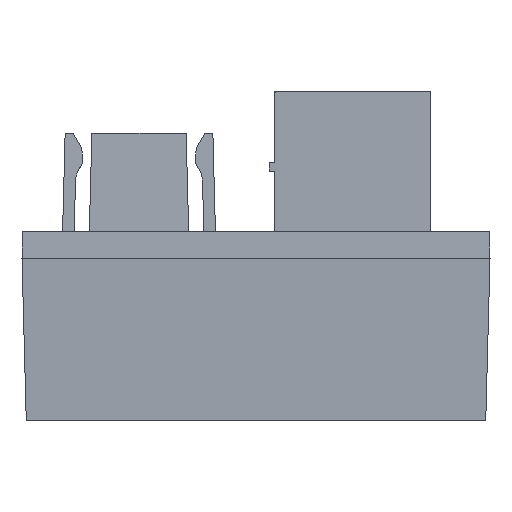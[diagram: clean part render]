
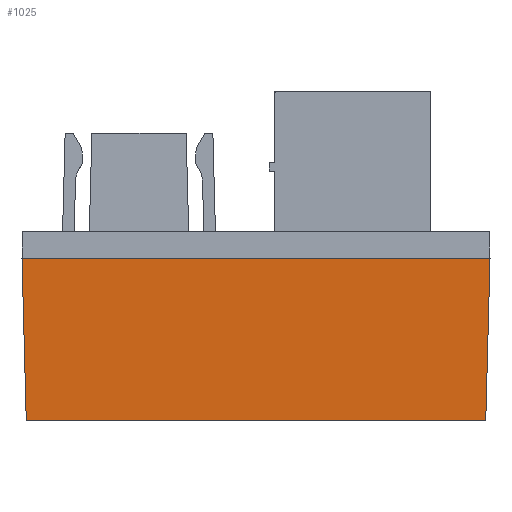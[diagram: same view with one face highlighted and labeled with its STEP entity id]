
A CAD part, left-side view. The second image highlights one B-rep face of the part: STEP entity #1025.
In plain terms, the highlighted planar face has unit normal (-1, 0, -0.026).
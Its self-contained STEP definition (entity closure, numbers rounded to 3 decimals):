
#1025=ADVANCED_FACE('n_ 6387',(#2291),#2292,.T.);
#2291=FACE_OUTER_BOUND('',#3810,.T.);
#2292=PLANE('',#3811);
#3810=EDGE_LOOP('',(#6865,#6866,#6867,#6868));
#3811=AXIS2_PLACEMENT_3D('',#6869,#6870,#6871);
#6865=ORIENTED_EDGE('',*,*,#10140,.T.);
#6866=ORIENTED_EDGE('',*,*,#9800,.F.);
#6867=ORIENTED_EDGE('',*,*,#10138,.F.);
#6868=ORIENTED_EDGE('',*,*,#10141,.T.);
#6869=CARTESIAN_POINT('',(0.0,1.2,7.3));
#6870=DIRECTION('',(-1.,0.0,-0.026));
#6871=DIRECTION('',(-0.026,0.0,1.));
#9800=EDGE_CURVE('n_ 11402',#11912,#11914,#11915,.T.);
#10138=EDGE_CURVE('n_ 11439',#12438,#11912,#12440,.T.);
#10140=EDGE_CURVE('n_ 11474',#12442,#11914,#12443,.T.);
#10141=EDGE_CURVE('n_ 11084',#12438,#12442,#12444,.T.);
#11912=VERTEX_POINT('',#15369);
#11914=VERTEX_POINT('',#15372);
#11915=LINE('',#15373,#15374);
#12438=VERTEX_POINT('',#16368);
#12440=LINE('',#16371,#16372);
#12442=VERTEX_POINT('',#16374);
#12443=LINE('',#16375,#16376);
#12444=LINE('',#16377,#16378);
#15369=CARTESIAN_POINT('',(0.191,0.191,0.0));
#15372=CARTESIAN_POINT('',(0.191,20.809,0.0));
#15373=CARTESIAN_POINT('',(0.191,1.2,0.0));
#15374=VECTOR('',#18453,1.0);
#16368=CARTESIAN_POINT('',(0.0,0.0,7.3));
#16371=CARTESIAN_POINT('',(0.145,0.145,1.777));
#16372=VECTOR('',#18686,1.0);
#16374=CARTESIAN_POINT('',(0.0,21.0,7.3));
#16375=CARTESIAN_POINT('',(0.014,20.986,6.782));
#16376=VECTOR('',#18687,1.0);
#16377=CARTESIAN_POINT('',(0.0,1.2,7.3));
#16378=VECTOR('',#18688,1.0);
#18453=DIRECTION('',(0.0,1.0,0.0));
#18686=DIRECTION('',(0.026,0.026,-0.999));
#18687=DIRECTION('',(0.026,-0.026,-0.999));
#18688=DIRECTION('',(0.0,1.0,0.0));
